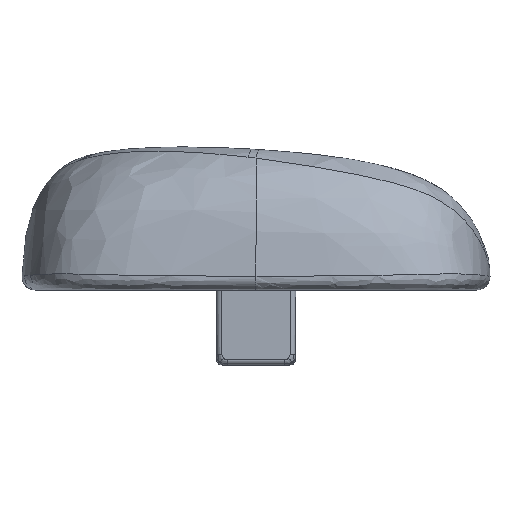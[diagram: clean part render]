
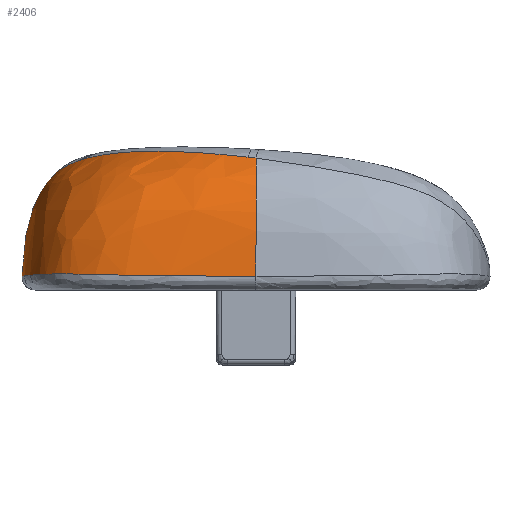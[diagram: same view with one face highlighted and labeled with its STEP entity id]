
A CAD part, left-side view. The second image highlights one B-rep face of the part: STEP entity #2406.
In plain terms, the highlighted free-form (B-spline) face has degree [3, 3] with [8, 5] control points.
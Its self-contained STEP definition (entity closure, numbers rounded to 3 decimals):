
#17=(
BOUNDED_CURVE()
B_SPLINE_CURVE(5,(#12210,#12211,#12212,#12213,#12214,#12215,#12216,#12217),
 .UNSPECIFIED.,.F.,.F.)
B_SPLINE_CURVE_WITH_KNOTS((6,1,1,6),(0.045,0.2,0.4,0.503),
 .UNSPECIFIED.)
CURVE()
GEOMETRIC_REPRESENTATION_ITEM()
RATIONAL_B_SPLINE_CURVE((1.,1.,1.,1.,1.,1.,1.,1.))
REPRESENTATION_ITEM('')
);
#19=(
BOUNDED_CURVE()
B_SPLINE_CURVE(5,(#12281,#12282,#12283,#12284,#12285,#12286,#12287,#12288),
 .UNSPECIFIED.,.F.,.F.)
B_SPLINE_CURVE_WITH_KNOTS((6,1,1,6),(0.045,0.2,0.4,0.598),
 .UNSPECIFIED.)
CURVE()
GEOMETRIC_REPRESENTATION_ITEM()
RATIONAL_B_SPLINE_CURVE((1.,1.,1.,1.,1.,1.,1.,1.))
REPRESENTATION_ITEM('')
);
#296=FACE_OUTER_BOUND('',#450,.T.);
#450=EDGE_LOOP('',(#2108,#2109,#2110,#2111,#2112));
#771=B_SPLINE_CURVE_WITH_KNOTS('',3,(#11857,#11858,#11859,#11860,#11861,
#11862,#11863,#11864,#11865,#11866,#11867,#11868,#11869),.UNSPECIFIED.,
 .F.,.F.,(4,1,1,1,1,1,1,1,1,1,4),(-1.442,-1.236,-1.03,
-0.927,-0.824,-0.721,-0.618,
-0.515,-0.412,-0.206,0.),
 .UNSPECIFIED.);
#777=B_SPLINE_CURVE_WITH_KNOTS('',3,(#12290,#12291,#12292,#12293),
 .UNSPECIFIED.,.F.,.F.,(4,4),(-0.027,0.),.UNSPECIFIED.);
#778=B_SPLINE_CURVE_WITH_KNOTS('',3,(#12294,#12295,#12296,#12297,#12298,
#12299,#12300,#12301),.UNSPECIFIED.,.F.,.F.,(4,1,1,1,1,4),(-0.865,
-0.741,-0.618,-0.371,-0.124,
0.),.UNSPECIFIED.);
#1003=VERTEX_POINT('',#11854);
#1004=VERTEX_POINT('',#11856);
#1007=VERTEX_POINT('',#12209);
#1010=VERTEX_POINT('',#12280);
#1011=VERTEX_POINT('',#12289);
#1367=EDGE_CURVE('',#1003,#1004,#771,.T.);
#1374=EDGE_CURVE('',#1004,#1007,#17,.T.);
#1378=EDGE_CURVE('',#1003,#1010,#19,.T.);
#1379=EDGE_CURVE('',#1011,#1010,#777,.T.);
#1380=EDGE_CURVE('',#1007,#1011,#778,.T.);
#2108=ORIENTED_EDGE('',*,*,#1367,.F.);
#2109=ORIENTED_EDGE('',*,*,#1378,.T.);
#2110=ORIENTED_EDGE('',*,*,#1379,.F.);
#2111=ORIENTED_EDGE('',*,*,#1380,.F.);
#2112=ORIENTED_EDGE('',*,*,#1374,.F.);
#2257=B_SPLINE_SURFACE_WITH_KNOTS('',3,3,((#12240,#12241,#12242,#12243,
#12244),(#12245,#12246,#12247,#12248,#12249),(#12250,#12251,#12252,#12253,
#12254),(#12255,#12256,#12257,#12258,#12259),(#12260,#12261,#12262,#12263,
#12264),(#12265,#12266,#12267,#12268,#12269),(#12270,#12271,#12272,#12273,
#12274),(#12275,#12276,#12277,#12278,#12279)),.UNSPECIFIED.,.F.,.F.,.F.,
(4,1,1,1,1,4),(4,1,4),(0.,0.143,0.286,0.571,
0.857,1.),(0.045,0.306,0.654),
 .UNSPECIFIED.);
#2406=ADVANCED_FACE('',(#296),#2257,.T.);
#11854=CARTESIAN_POINT('',(-8.742,0.,0.516));
#11856=CARTESIAN_POINT('',(0.,8.742,0.516));
#11857=CARTESIAN_POINT('Ctrl Pts',(-8.742,0.,
0.516));
#11858=CARTESIAN_POINT('Ctrl Pts',(-8.742,0.693,
0.516));
#11859=CARTESIAN_POINT('Ctrl Pts',(-8.716,2.078,0.521));
#11860=CARTESIAN_POINT('Ctrl Pts',(-8.602,3.821,0.538));
#11861=CARTESIAN_POINT('Ctrl Pts',(-8.355,5.24,0.563));
#11862=CARTESIAN_POINT('Ctrl Pts',(-8.027,6.31,0.59));
#11863=CARTESIAN_POINT('Ctrl Pts',(-7.35,7.352,0.613));
#11864=CARTESIAN_POINT('Ctrl Pts',(-6.309,8.027,0.59));
#11865=CARTESIAN_POINT('Ctrl Pts',(-5.238,8.357,0.563));
#11866=CARTESIAN_POINT('Ctrl Pts',(-3.818,8.603,0.538));
#11867=CARTESIAN_POINT('Ctrl Pts',(-2.077,8.715,0.521));
#11868=CARTESIAN_POINT('Ctrl Pts',(-0.693,8.742,
0.516));
#11869=CARTESIAN_POINT('Ctrl Pts',(0.,8.742,
0.516));
#12209=CARTESIAN_POINT('',(0.,7.451,4.399));
#12210=CARTESIAN_POINT('Ctrl Pts',(0.,8.742,
0.516));
#12211=CARTESIAN_POINT('Ctrl Pts',(0.,8.731,
0.861));
#12212=CARTESIAN_POINT('Ctrl Pts',(0.,8.683,
1.616));
#12213=CARTESIAN_POINT('Ctrl Pts',(0.,8.556,
2.49));
#12214=CARTESIAN_POINT('Ctrl Pts',(0.,8.325,
3.245));
#12215=CARTESIAN_POINT('Ctrl Pts',(0.,7.936,
3.893));
#12216=CARTESIAN_POINT('Ctrl Pts',(0.,7.582,
4.275));
#12217=CARTESIAN_POINT('Ctrl Pts',(0.,7.451,
4.399));
#12240=CARTESIAN_POINT('Ctrl Pts',(0.,8.742,
0.516));
#12241=CARTESIAN_POINT('Ctrl Pts',(0.,8.711,
1.484));
#12242=CARTESIAN_POINT('Ctrl Pts',(0.,8.44,
3.402));
#12243=CARTESIAN_POINT('Ctrl Pts',(0.,7.415,
4.678));
#12244=CARTESIAN_POINT('Ctrl Pts',(0.,6.179,
5.195));
#12245=CARTESIAN_POINT('Ctrl Pts',(-0.913,8.742,
0.516));
#12246=CARTESIAN_POINT('Ctrl Pts',(-0.869,8.711,1.484));
#12247=CARTESIAN_POINT('Ctrl Pts',(-0.772,8.44,
3.402));
#12248=CARTESIAN_POINT('Ctrl Pts',(-0.63,7.415,
4.678));
#12249=CARTESIAN_POINT('Ctrl Pts',(-0.508,6.179,5.195));
#12250=CARTESIAN_POINT('Ctrl Pts',(-2.748,8.702,0.516));
#12251=CARTESIAN_POINT('Ctrl Pts',(-2.636,8.658,1.484));
#12252=CARTESIAN_POINT('Ctrl Pts',(-2.357,8.363,3.402));
#12253=CARTESIAN_POINT('Ctrl Pts',(-1.914,7.323,4.678));
#12254=CARTESIAN_POINT('Ctrl Pts',(-1.541,6.094,5.195));
#12255=CARTESIAN_POINT('Ctrl Pts',(-5.874,8.368,0.516));
#12256=CARTESIAN_POINT('Ctrl Pts',(-5.701,8.271,1.484));
#12257=CARTESIAN_POINT('Ctrl Pts',(-5.191,7.864,3.402));
#12258=CARTESIAN_POINT('Ctrl Pts',(-4.259,6.768,4.678));
#12259=CARTESIAN_POINT('Ctrl Pts',(-3.445,5.591,5.195));
#12260=CARTESIAN_POINT('Ctrl Pts',(-8.128,7.119,0.516));
#12261=CARTESIAN_POINT('Ctrl Pts',(-7.993,6.946,1.484));
#12262=CARTESIAN_POINT('Ctrl Pts',(-7.502,6.391,3.402));
#12263=CARTESIAN_POINT('Ctrl Pts',(-6.358,5.294,4.678));
#12264=CARTESIAN_POINT('Ctrl Pts',(-5.218,4.302,5.195));
#12265=CARTESIAN_POINT('Ctrl Pts',(-8.674,3.699,0.516));
#12266=CARTESIAN_POINT('Ctrl Pts',(-8.625,3.552,1.484));
#12267=CARTESIAN_POINT('Ctrl Pts',(-8.319,3.177,3.402));
#12268=CARTESIAN_POINT('Ctrl Pts',(-7.274,2.573,4.678));
#12269=CARTESIAN_POINT('Ctrl Pts',(-6.05,2.068,5.195));
#12270=CARTESIAN_POINT('Ctrl Pts',(-8.742,0.913,
0.516));
#12271=CARTESIAN_POINT('Ctrl Pts',(-8.711,0.87,1.484));
#12272=CARTESIAN_POINT('Ctrl Pts',(-8.44,0.772,
3.402));
#12273=CARTESIAN_POINT('Ctrl Pts',(-7.415,0.627,
4.678));
#12274=CARTESIAN_POINT('Ctrl Pts',(-6.179,0.508,5.195));
#12275=CARTESIAN_POINT('Ctrl Pts',(-8.742,0.,
0.516));
#12276=CARTESIAN_POINT('Ctrl Pts',(-8.711,0.,
1.484));
#12277=CARTESIAN_POINT('Ctrl Pts',(-8.44,0.,
3.402));
#12278=CARTESIAN_POINT('Ctrl Pts',(-7.415,0.,
4.678));
#12279=CARTESIAN_POINT('Ctrl Pts',(-6.179,0.,
5.195));
#12280=CARTESIAN_POINT('',(-6.723,0.,4.93));
#12281=CARTESIAN_POINT('Ctrl Pts',(-8.742,0.,
0.516));
#12282=CARTESIAN_POINT('Ctrl Pts',(-8.731,0.,
0.861));
#12283=CARTESIAN_POINT('Ctrl Pts',(-8.683,0.,
1.616));
#12284=CARTESIAN_POINT('Ctrl Pts',(-8.529,0.,
2.672));
#12285=CARTESIAN_POINT('Ctrl Pts',(-8.225,0.,
3.554));
#12286=CARTESIAN_POINT('Ctrl Pts',(-7.671,0.,
4.285));
#12287=CARTESIAN_POINT('Ctrl Pts',(-7.076,0.,
4.729));
#12288=CARTESIAN_POINT('Ctrl Pts',(-6.723,0.,
4.93));
#12289=CARTESIAN_POINT('',(-6.655,0.297,4.965));
#12290=CARTESIAN_POINT('Ctrl Pts',(-6.655,0.297,4.965));
#12291=CARTESIAN_POINT('Ctrl Pts',(-6.679,0.199,
4.954));
#12292=CARTESIAN_POINT('Ctrl Pts',(-6.701,0.1,
4.942));
#12293=CARTESIAN_POINT('Ctrl Pts',(-6.723,0.,
4.93));
#12294=CARTESIAN_POINT('Ctrl Pts',(0.,7.451,
4.399));
#12295=CARTESIAN_POINT('Ctrl Pts',(-0.468,7.451,
4.399));
#12296=CARTESIAN_POINT('Ctrl Pts',(-1.393,7.238,4.565));
#12297=CARTESIAN_POINT('Ctrl Pts',(-3.215,6.258,5.021));
#12298=CARTESIAN_POINT('Ctrl Pts',(-5.126,4.34,5.247));
#12299=CARTESIAN_POINT('Ctrl Pts',(-6.145,2.098,5.15));
#12300=CARTESIAN_POINT('Ctrl Pts',(-6.544,0.755,
5.018));
#12301=CARTESIAN_POINT('Ctrl Pts',(-6.655,0.297,
4.965));
